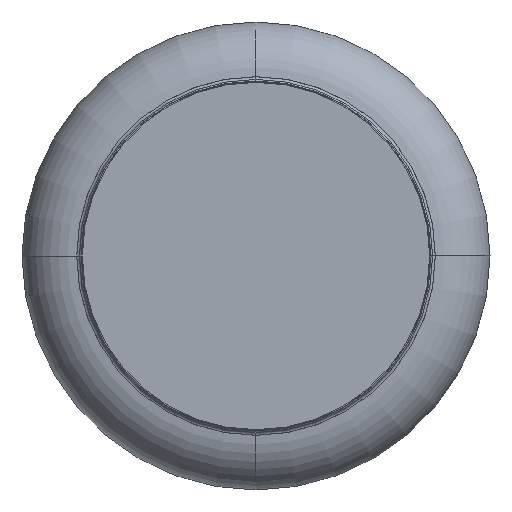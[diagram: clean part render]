
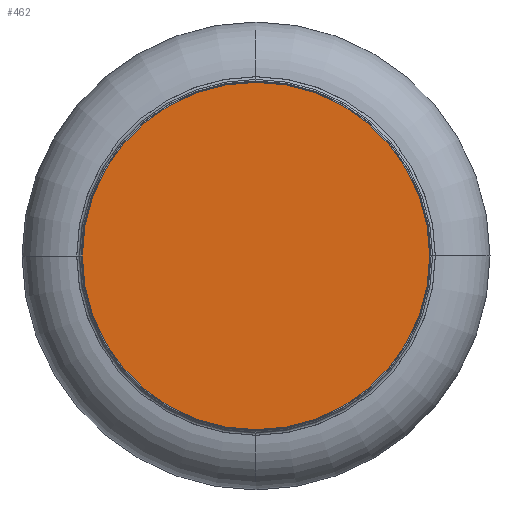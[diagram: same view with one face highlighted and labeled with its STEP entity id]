
A CAD part, front view. The second image highlights one B-rep face of the part: STEP entity #462.
In plain terms, the highlighted planar face has unit normal (0, -1, 0).
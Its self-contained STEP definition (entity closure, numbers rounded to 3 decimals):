
#13 = CARTESIAN_POINT ( 'NONE',  ( 158.564, 309.924, 0. ) ) ;
#14 = PLANE ( 'NONE',  #590 ) ;
#18 = DIRECTION ( 'NONE',  ( 0., -1., 0. ) ) ;
#19 = DIRECTION ( 'NONE',  ( 1., 0., 0. ) ) ;
#261 = CARTESIAN_POINT ( 'NONE',  ( 249.183, 309.924, 0. ) ) ;
#262 = DIRECTION ( 'NONE',  ( 0., 1., 0. ) ) ;
#263 = DIRECTION ( 'NONE',  ( -1., 0., 0. ) ) ;
#294 = CARTESIAN_POINT ( 'NONE',  ( 249.183, 309.924, 0. ) ) ;
#295 = DIRECTION ( 'NONE',  ( 0., 1., 0. ) ) ;
#296 = DIRECTION ( 'NONE',  ( -1., 0., 0. ) ) ;
#428 = CARTESIAN_POINT ( 'NONE',  ( 158.564, 309.924, 0. ) ) ;
#429 = CARTESIAN_POINT ( 'NONE',  ( 339.802, 309.924, 0. ) ) ;
#462 = ADVANCED_FACE ( 'NONE', ( #963 ), #14, .T. ) ;
#545 = EDGE_CURVE ( 'NONE', #1050, #1051, #785, .T. ) ;
#557 = EDGE_CURVE ( 'NONE', #1051, #1050, #801, .T. ) ;
#590 = AXIS2_PLACEMENT_3D ( 'NONE', #13, #18, #19 ) ;
#665 = AXIS2_PLACEMENT_3D ( 'NONE', #261, #262, #263 ) ;
#675 = AXIS2_PLACEMENT_3D ( 'NONE', #294, #295, #296 ) ;
#785 = CIRCLE ( 'NONE', #665, 90.619 ) ;
#801 = CIRCLE ( 'NONE', #675, 90.619 ) ;
#963 = FACE_OUTER_BOUND ( 'NONE', #1125, .T. ) ;
#1050 = VERTEX_POINT ( 'NONE', #428 ) ;
#1051 = VERTEX_POINT ( 'NONE', #429 ) ;
#1125 = EDGE_LOOP ( 'NONE', ( #1213, #1214 ) ) ;
#1213 = ORIENTED_EDGE ( 'NONE', *, *, #545, .F. ) ;
#1214 = ORIENTED_EDGE ( 'NONE', *, *, #557, .F. ) ;
